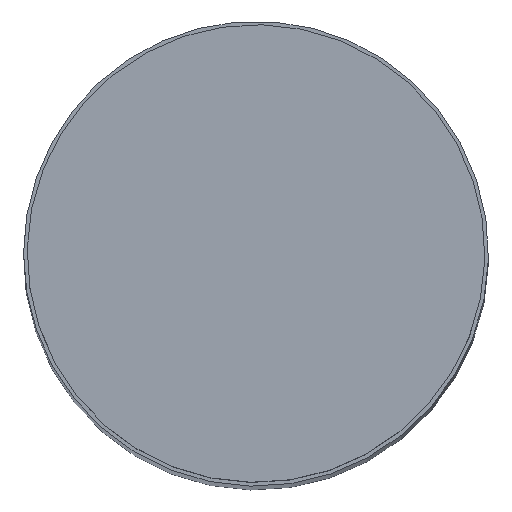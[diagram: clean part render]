
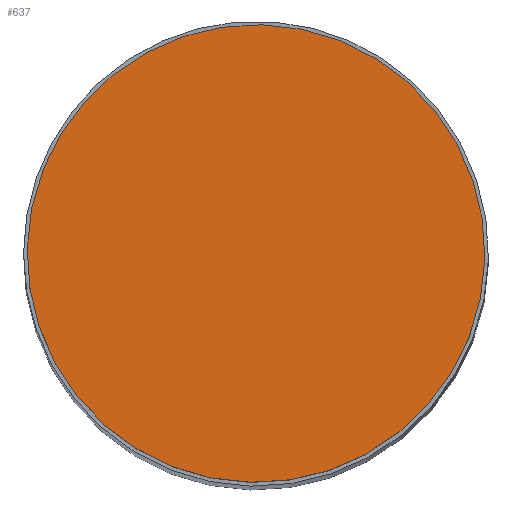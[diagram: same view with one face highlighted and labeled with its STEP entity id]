
A CAD part, top view. The second image highlights one B-rep face of the part: STEP entity #637.
In plain terms, the highlighted planar face has unit normal (0, 0, 1).
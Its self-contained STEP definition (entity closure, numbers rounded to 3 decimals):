
#343=CARTESIAN_POINT('',(0.,0.,140.));
#344=DIRECTION('',(0.,0.,1.));
#345=DIRECTION('',(0.878,0.479,0.));
#346=AXIS2_PLACEMENT_3D('',#343,#344,#345);
#351=CARTESIAN_POINT('',(0.,0.,140.));
#352=DIRECTION('',(0.,0.,1.));
#353=DIRECTION('',(-0.878,-0.479,0.));
#354=AXIS2_PLACEMENT_3D('',#351,#352,#353);
#395=CARTESIAN_POINT('',(-6.911,-3.775,140.));
#396=VERTEX_POINT('',#395);
#397=CARTESIAN_POINT('',(6.911,3.775,140.));
#398=VERTEX_POINT('',#397);
#628=CARTESIAN_POINT('',(-6.875,0.,140.));
#629=DIRECTION('',(0.,0.,1.));
#630=DIRECTION('',(1.,0.,0.));
#631=AXIS2_PLACEMENT_3D('',#628,#629,#630);
#632=PLANE('',#631);
#633=ORIENTED_EDGE('',*,*,#622,.F.);
#634=ORIENTED_EDGE('',*,*,#610,.F.);
#635=EDGE_LOOP('',(#633,#634));
#636=FACE_OUTER_BOUND('',#635,.F.);
#637=ADVANCED_FACE('',(#636),#632,.T.);
#347=CIRCLE('',#346,7.875);
#355=CIRCLE('',#354,7.875);
#610=EDGE_CURVE('',#396,#398,#355,.T.);
#622=EDGE_CURVE('',#398,#396,#347,.T.);
